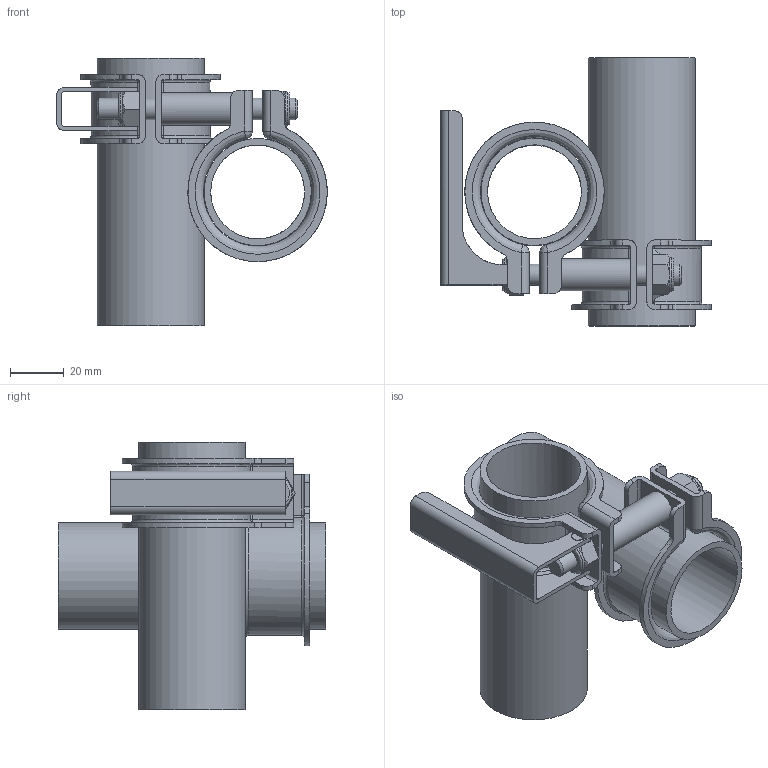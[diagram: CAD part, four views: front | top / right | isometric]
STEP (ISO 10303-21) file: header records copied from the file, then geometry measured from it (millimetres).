
FILE_DESCRIPTION((''),'2;1');
FILE_NAME('Scafolf_Bracket_Asy.stp', '2015-03-19T16:17:02',('User'),('SDRC'),'I-DEAS Master Series 9','UNIX', 'Yes');
FILE_SCHEMA(('CONFIG_CONTROL_DESIGN', 'GEOMETRIC_VALIDATION_PROPERTIES_MIM','SHAPE_APPEARANCE_LAYER_MIM'));
Length unit declared in the file: millimetre
Assembly tree (11 placements, depth 0):
Bounding box: 100.95 x 100 x 100 mm (x, y, z)
Volume: 91172.2 mm3; surface area: 81598 mm2
Topology: 11 solids, 11 shells, 191 faces, 451 edges, 268 vertices
Faces by surface type: bspline 191
Entity records: 7719 total; most frequent: CARTESIAN_POINT 3268, ORIENTED_EDGE 870, EDGE_CURVE 435, VERTEX_POINT 268, EDGE_LOOP 211, FACE_OUTER_BOUND 191, ADVANCED_FACE 191, B_SPLINE_CURVE_WITH_KNOTS 187
